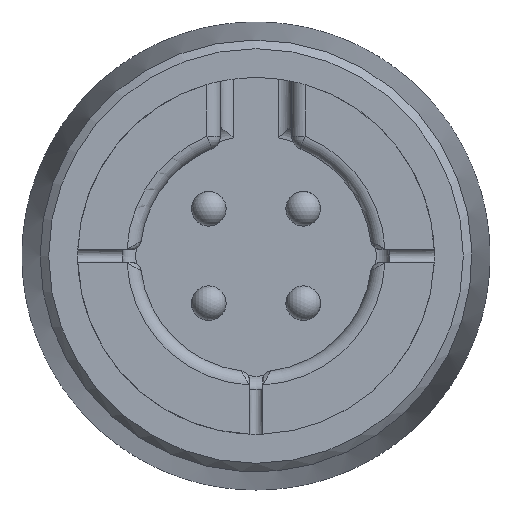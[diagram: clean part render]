
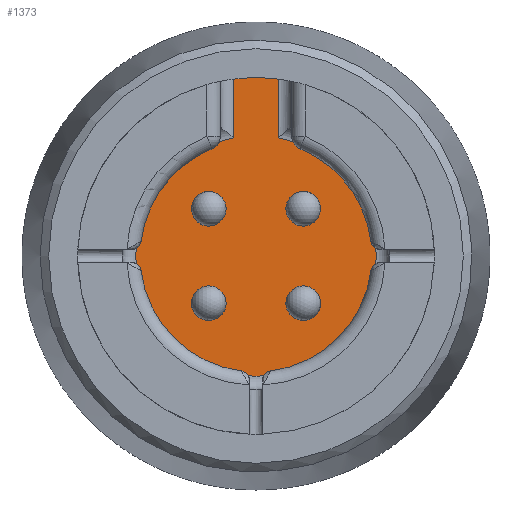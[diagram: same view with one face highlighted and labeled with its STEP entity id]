
A CAD part, left-side view. The second image highlights one B-rep face of the part: STEP entity #1373.
In plain terms, the highlighted planar face has unit normal (-1, 0, 0).
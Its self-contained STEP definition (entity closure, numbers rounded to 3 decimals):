
#1373=ADVANCED_FACE('',(#2936,#2937,#2938,#2939,#2940),#1737,.F.);
#1737=PLANE('',#8927);
#2316=LINE('',#14603,#2906);
#2317=LINE('',#14604,#2907);
#2906=VECTOR('',#11129,1.);
#2907=VECTOR('',#11130,1.);
#2936=FACE_BOUND('',#3399,.T.);
#2937=FACE_BOUND('',#3400,.T.);
#2938=FACE_BOUND('',#3401,.T.);
#2939=FACE_BOUND('',#3402,.T.);
#2940=FACE_BOUND('',#3403,.T.);
#3399=EDGE_LOOP('',(#5680));
#3400=EDGE_LOOP('',(#5681));
#3401=EDGE_LOOP('',(#5682));
#3402=EDGE_LOOP('',(#5683));
#3403=EDGE_LOOP('',(#5684,#5685,#5686,#5687));
#5680=ORIENTED_EDGE('',*,*,#7729,.T.);
#5681=ORIENTED_EDGE('',*,*,#7730,.T.);
#5682=ORIENTED_EDGE('',*,*,#7731,.T.);
#5683=ORIENTED_EDGE('',*,*,#7732,.T.);
#5684=ORIENTED_EDGE('',*,*,#7628,.F.);
#5685=ORIENTED_EDGE('',*,*,#7733,.T.);
#5686=ORIENTED_EDGE('',*,*,#7726,.T.);
#5687=ORIENTED_EDGE('',*,*,#7734,.T.);
#6488=VERTEX_POINT('',#13989);
#6489=VERTEX_POINT('',#13991);
#6559=VERTEX_POINT('',#14554);
#6560=VERTEX_POINT('',#14555);
#6561=VERTEX_POINT('',#14596);
#6562=VERTEX_POINT('',#14598);
#6563=VERTEX_POINT('',#14600);
#6564=VERTEX_POINT('',#14602);
#7628=EDGE_CURVE('',#6488,#6489,#8095,.T.);
#7726=EDGE_CURVE('',#6559,#6560,#8119,.T.);
#7729=EDGE_CURVE('',#6561,#6561,#8120,.T.);
#7730=EDGE_CURVE('',#6562,#6562,#8121,.T.);
#7731=EDGE_CURVE('',#6563,#6563,#8122,.T.);
#7732=EDGE_CURVE('',#6564,#6564,#8123,.T.);
#7733=EDGE_CURVE('',#6488,#6559,#2316,.T.);
#7734=EDGE_CURVE('',#6560,#6489,#2317,.T.);
#8095=CIRCLE('',#8868,4.);
#8119=CIRCLE('',#8921,2.7);
#8120=CIRCLE('',#8923,0.39);
#8121=CIRCLE('',#8924,0.39);
#8122=CIRCLE('',#8925,0.39);
#8123=CIRCLE('',#8926,0.39);
#8868=AXIS2_PLACEMENT_3D('',#13990,#10968,#10969);
#8921=AXIS2_PLACEMENT_3D('',#14553,#11117,#11118);
#8923=AXIS2_PLACEMENT_3D('',#14595,#11121,#11122);
#8924=AXIS2_PLACEMENT_3D('',#14597,#11123,#11124);
#8925=AXIS2_PLACEMENT_3D('',#14599,#11125,#11126);
#8926=AXIS2_PLACEMENT_3D('',#14601,#11127,#11128);
#8927=AXIS2_PLACEMENT_3D('',#14605,#11131,#11132);
#10968=DIRECTION('',(1.,0.,0.));
#10969=DIRECTION('',(0.,0.,1.));
#11117=DIRECTION('',(-1.,0.,0.));
#11118=DIRECTION('',(0.,0.,-1.));
#11121=DIRECTION('',(1.,0.,0.));
#11122=DIRECTION('',(0.,0.,-1.));
#11123=DIRECTION('',(1.,0.,0.));
#11124=DIRECTION('',(0.,0.,-1.));
#11125=DIRECTION('',(1.,0.,0.));
#11126=DIRECTION('',(0.,0.,-1.));
#11127=DIRECTION('',(1.,0.,0.));
#11128=DIRECTION('',(0.,0.,-1.));
#11129=DIRECTION('',(0.,0.,-1.));
#11130=DIRECTION('',(0.,0.,1.));
#11131=DIRECTION('',(1.,0.,0.));
#11132=DIRECTION('',(0.,0.,-1.));
#13989=CARTESIAN_POINT('',(4.5,0.5,3.969));
#13990=CARTESIAN_POINT('',(4.5,0.,0.));
#13991=CARTESIAN_POINT('',(4.5,-0.5,3.969));
#14553=CARTESIAN_POINT('',(4.5,0.,0.));
#14554=CARTESIAN_POINT('',(4.5,0.5,2.653));
#14555=CARTESIAN_POINT('',(4.5,-0.5,2.653));
#14595=CARTESIAN_POINT('',(4.5,-1.06,1.06));
#14596=CARTESIAN_POINT('',(4.5,-1.06,0.67));
#14597=CARTESIAN_POINT('',(4.5,-1.06,-1.06));
#14598=CARTESIAN_POINT('',(4.5,-1.06,-1.45));
#14599=CARTESIAN_POINT('',(4.5,1.06,-1.06));
#14600=CARTESIAN_POINT('',(4.5,1.06,-1.45));
#14601=CARTESIAN_POINT('',(4.5,1.06,1.06));
#14602=CARTESIAN_POINT('',(4.5,1.06,0.67));
#14603=CARTESIAN_POINT('',(4.5,0.5,0.));
#14604=CARTESIAN_POINT('',(4.5,-0.5,0.));
#14605=CARTESIAN_POINT('',(4.5,0.,0.));
